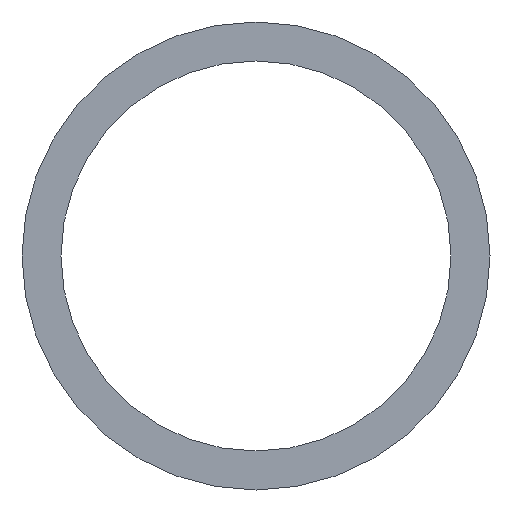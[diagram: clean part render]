
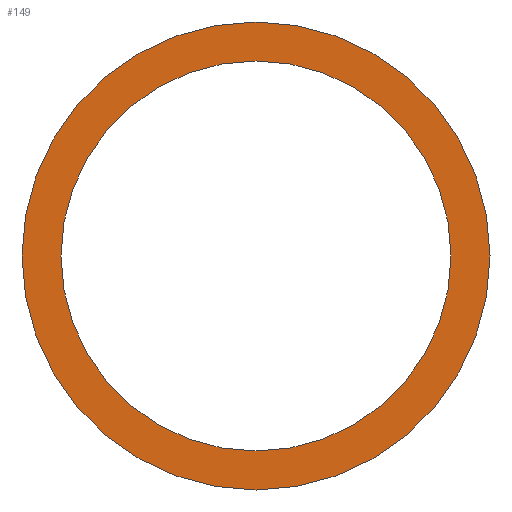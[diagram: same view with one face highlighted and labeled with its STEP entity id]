
A CAD part, front view. The second image highlights one B-rep face of the part: STEP entity #149.
In plain terms, the highlighted planar face has unit normal (0, -1, 0).
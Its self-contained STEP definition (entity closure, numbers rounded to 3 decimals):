
#6 = EDGE_LOOP ( 'NONE', ( #201, #94 ) ) ;
#14 = PLANE ( 'NONE',  #81 ) ;
#20 = EDGE_LOOP ( 'NONE', ( #233, #57 ) ) ;
#26 = DIRECTION ( 'NONE',  ( 0., 0., 1. ) ) ;
#40 = CARTESIAN_POINT ( 'NONE',  ( 0., 0., 0. ) ) ;
#41 = FACE_OUTER_BOUND ( 'NONE', #6, .T. ) ;
#53 = AXIS2_PLACEMENT_3D ( 'NONE', #40, #118, #194 ) ;
#55 = DIRECTION ( 'NONE',  ( 0., 0., 1. ) ) ;
#57 = ORIENTED_EDGE ( 'NONE', *, *, #62, .T. ) ;
#62 = EDGE_CURVE ( 'NONE', #96, #176, #248, .T. ) ;
#71 = DIRECTION ( 'NONE',  ( 0., 0., 1. ) ) ;
#76 = AXIS2_PLACEMENT_3D ( 'NONE', #173, #104, #199 ) ;
#78 = CARTESIAN_POINT ( 'NONE',  ( 0., 0., 0. ) ) ;
#81 = AXIS2_PLACEMENT_3D ( 'NONE', #90, #146, #55 ) ;
#86 = EDGE_CURVE ( 'NONE', #91, #123, #231, .T. ) ;
#90 = CARTESIAN_POINT ( 'NONE',  ( 0., 0., 0. ) ) ;
#91 = VERTEX_POINT ( 'NONE', #102 ) ;
#94 = ORIENTED_EDGE ( 'NONE', *, *, #192, .F. ) ;
#96 = VERTEX_POINT ( 'NONE', #135 ) ;
#102 = CARTESIAN_POINT ( 'NONE',  ( 0., 0., -6. ) ) ;
#104 = DIRECTION ( 'NONE',  ( 0., 1., 0. ) ) ;
#117 = EDGE_CURVE ( 'NONE', #176, #96, #172, .T. ) ;
#118 = DIRECTION ( 'NONE',  ( 0., 1., 0. ) ) ;
#123 = VERTEX_POINT ( 'NONE', #156 ) ;
#135 = CARTESIAN_POINT ( 'NONE',  ( 0., 0., 5. ) ) ;
#136 = AXIS2_PLACEMENT_3D ( 'NONE', #78, #234, #26 ) ;
#146 = DIRECTION ( 'NONE',  ( 0., 1., 0. ) ) ;
#147 = CARTESIAN_POINT ( 'NONE',  ( 0., 0., -5. ) ) ;
#148 = CIRCLE ( 'NONE', #202, 6. ) ;
#149 = ADVANCED_FACE ( 'NONE', ( #41, #240 ), #14, .F. ) ;
#156 = CARTESIAN_POINT ( 'NONE',  ( 0., 0., 6. ) ) ;
#168 = CARTESIAN_POINT ( 'NONE',  ( 0., 0., 0. ) ) ;
#172 = CIRCLE ( 'NONE', #53, 5. ) ;
#173 = CARTESIAN_POINT ( 'NONE',  ( 0., 0., 0. ) ) ;
#176 = VERTEX_POINT ( 'NONE', #147 ) ;
#192 = EDGE_CURVE ( 'NONE', #123, #91, #148, .T. ) ;
#194 = DIRECTION ( 'NONE',  ( 0., 0., 1. ) ) ;
#199 = DIRECTION ( 'NONE',  ( 0., 0., 1. ) ) ;
#201 = ORIENTED_EDGE ( 'NONE', *, *, #86, .F. ) ;
#202 = AXIS2_PLACEMENT_3D ( 'NONE', #168, #224, #71 ) ;
#224 = DIRECTION ( 'NONE',  ( 0., 1., 0. ) ) ;
#231 = CIRCLE ( 'NONE', #136, 6. ) ;
#233 = ORIENTED_EDGE ( 'NONE', *, *, #117, .T. ) ;
#234 = DIRECTION ( 'NONE',  ( 0., 1., 0. ) ) ;
#240 = FACE_BOUND ( 'NONE', #20, .T. ) ;
#248 = CIRCLE ( 'NONE', #76, 5. ) ;
